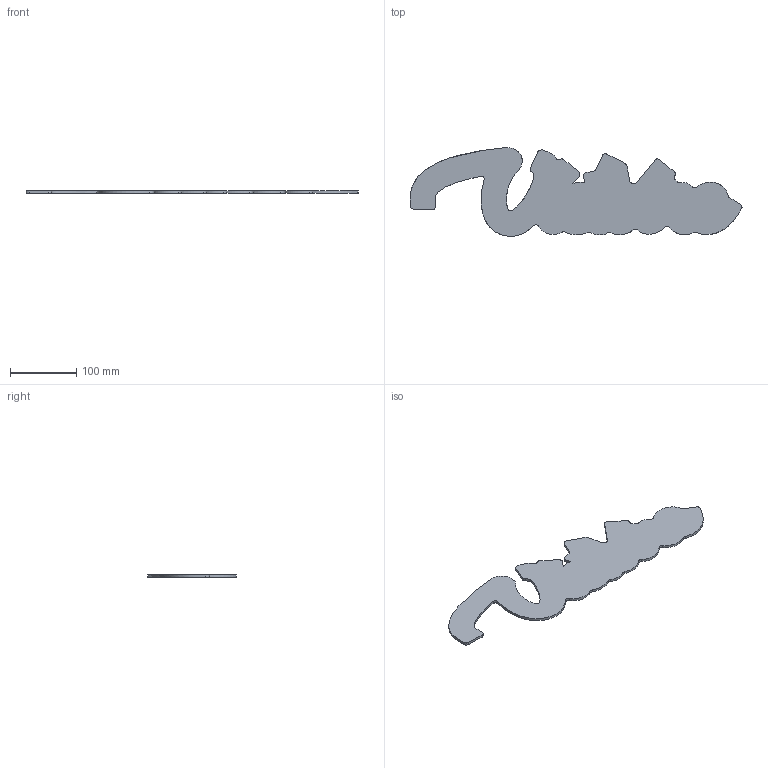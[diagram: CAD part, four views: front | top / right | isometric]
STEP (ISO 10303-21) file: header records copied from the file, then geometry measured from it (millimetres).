
FILE_DESCRIPTION (( 'STEP AP203' ), '1' );
FILE_NAME ('support_decoupe.STEP', '2022-05-06T19:06:29', ( '' ), ( '' ), 'SwSTEP 2.0', 'SolidWorks 2022', '' );
FILE_SCHEMA (( 'CONFIG_CONTROL_DESIGN' ));
Length unit declared in the file: millimetre
Products named in the file (1): support_decoupe
Bounding box: 502.93 x 134.14 x 3.84 mm (x, y, z)
Volume: 161764.5 mm3; surface area: 88139.8 mm2
Topology: 1 solids, 1 shells, 69 faces, 201 edges, 134 vertices
Faces by surface type: cylinder 32, bspline 24, plane 13
Entity records: 7210 total; most frequent: CARTESIAN_POINT 5407, ORIENTED_EDGE 402, DIRECTION 309, EDGE_CURVE 201, VERTEX_POINT 134, AXIS2_PLACEMENT_3D 110, LINE 89, VECTOR 89
